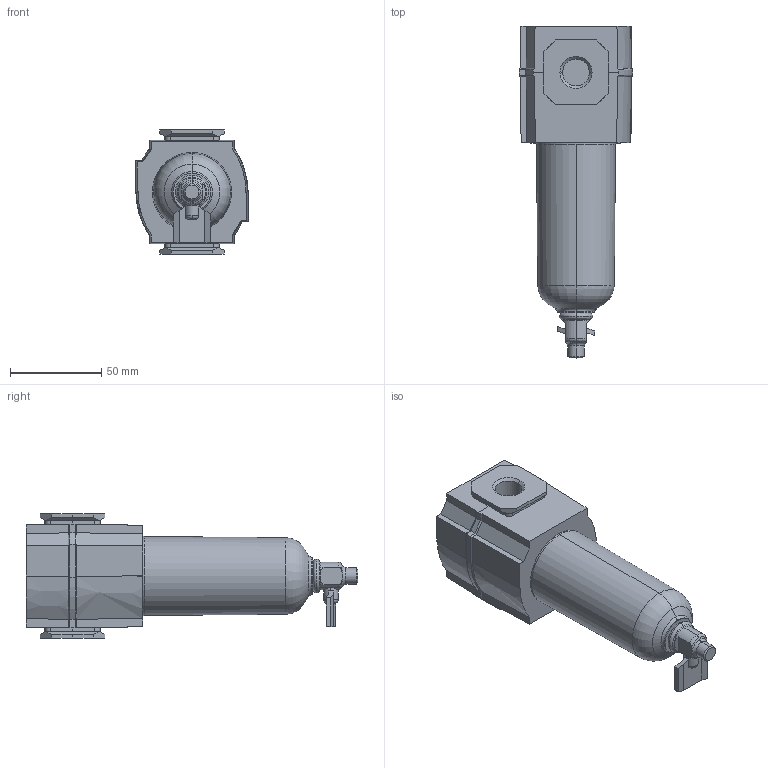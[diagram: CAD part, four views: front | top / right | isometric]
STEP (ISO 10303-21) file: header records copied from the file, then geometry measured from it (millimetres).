
FILE_DESCRIPTION (( 'STEP AP214' ), '1' );
FILE_NAME ('Norgren-F73G-3AN-QT3.step', '2019-03-03T01:39:58', ( '' ), ( '' ), 'SwSTEP 2.0', 'SolidWorks 2019', '' );
FILE_SCHEMA (( 'AUTOMOTIVE_DESIGN' ));
Length unit declared in the file: millimetre
Products named in the file (6): Norgren-F73G-3AN-QT3_F73GC_ss_26_Q; Norgren-F73G-3AN-QT3_F73GC_73t_Q; Norgren-F73G-3AN-QT3_F73GC_73g-3_N; Norgren-F73G-3AN-QT3_F73GC_ss_59; Norgren-F73G-3AN-QT3_F73GC_ss_03; Norgren-F73G-3AN-QT3
Assembly tree (5 placements, depth 3):
  Norgren-F73G-3AN-QT3
    Norgren-F73G-3AN-QT3_F73GC_73t_Q
      Norgren-F73G-3AN-QT3_F73GC_ss_03
      Norgren-F73G-3AN-QT3_F73GC_ss_26_Q
    Norgren-F73G-3AN-QT3_F73GC_73g-3_N
      Norgren-F73G-3AN-QT3_F73GC_ss_59
Bounding box: 62.3 x 181.5 x 68 mm (x, y, z)
Volume: 330617.2 mm3; surface area: 40403.6 mm2
Topology: 3 solids, 3 shells, 212 faces, 521 edges, 318 vertices
Faces by surface type: plane 144, bspline 31, cylinder 25, torus 10, cone 2
Entity records: 8909 total; most frequent: CARTESIAN_POINT 2107, ORIENTED_EDGE 1042, DIRECTION 942, EDGE_CURVE 521, VECTOR 378, LINE 378, VERTEX_POINT 318, AXIS2_PLACEMENT_3D 282
